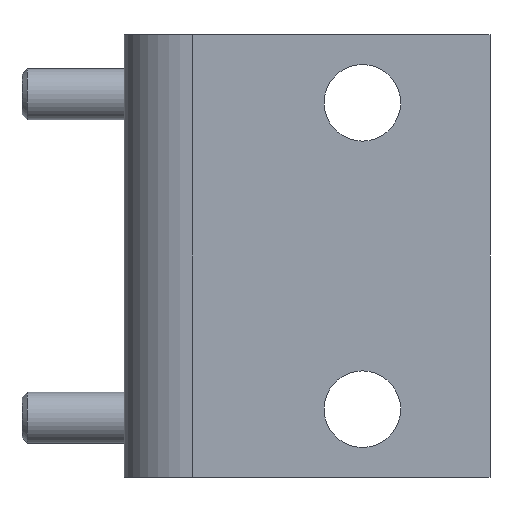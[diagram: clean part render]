
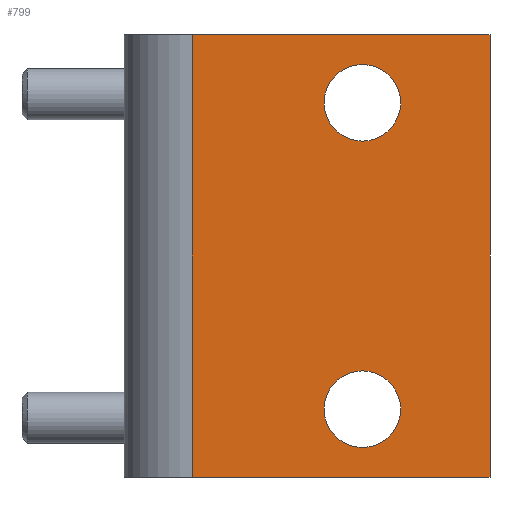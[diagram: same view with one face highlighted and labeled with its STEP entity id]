
A CAD part, front view. The second image highlights one B-rep face of the part: STEP entity #799.
In plain terms, the highlighted planar face has unit normal (0, -1, 0).
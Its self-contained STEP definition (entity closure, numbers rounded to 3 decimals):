
#172=CIRCLE('',#847,4.5);
#173=CIRCLE('',#848,4.5);
#225=VERTEX_POINT('',#1161);
#226=VERTEX_POINT('',#1163);
#227=VERTEX_POINT('',#1167);
#228=VERTEX_POINT('',#1168);
#229=VERTEX_POINT('',#1170);
#230=VERTEX_POINT('',#1171);
#231=VERTEX_POINT('',#1173);
#232=VERTEX_POINT('',#1175);
#291=VECTOR('',#955,1.);
#292=VECTOR('',#961,1.);
#293=VECTOR('',#962,1.);
#294=VECTOR('',#963,1.);
#343=LINE('',#1164,#291);
#344=LINE('',#1172,#292);
#345=LINE('',#1174,#293);
#346=LINE('',#1176,#294);
#406=EDGE_CURVE('',#226,#225,#343,.T.);
#407=EDGE_CURVE('',#227,#228,#172,.T.);
#408=EDGE_CURVE('',#228,#227,#172,.T.);
#409=EDGE_CURVE('',#229,#230,#173,.T.);
#410=EDGE_CURVE('',#230,#229,#173,.T.);
#411=EDGE_CURVE('',#231,#225,#344,.T.);
#412=EDGE_CURVE('',#232,#226,#345,.T.);
#413=EDGE_CURVE('',#232,#231,#346,.T.);
#517=ORIENTED_EDGE('',*,*,#407,.T.);
#518=ORIENTED_EDGE('',*,*,#408,.T.);
#519=ORIENTED_EDGE('',*,*,#409,.T.);
#520=ORIENTED_EDGE('',*,*,#410,.T.);
#521=ORIENTED_EDGE('',*,*,#411,.T.);
#522=ORIENTED_EDGE('',*,*,#406,.F.);
#523=ORIENTED_EDGE('',*,*,#412,.F.);
#524=ORIENTED_EDGE('',*,*,#413,.T.);
#703=EDGE_LOOP('',(#517,#518));
#704=EDGE_LOOP('',(#519,#520));
#705=EDGE_LOOP('',(#521,#522,#523,#524));
#753=FACE_BOUND('',#703,.T.);
#754=FACE_BOUND('',#704,.T.);
#755=FACE_BOUND('',#705,.T.);
#799=ADVANCED_FACE('',(#753,#754,#755),#1343,.F.);
#846=AXIS2_PLACEMENT_3D('',#1165,#956,$);
#847=AXIS2_PLACEMENT_3D('',#1166,#957,#958);
#848=AXIS2_PLACEMENT_3D('',#1169,#959,#960);
#955=DIRECTION('',(0.,0.,-1.));
#956=DIRECTION('',(0.,1.,0.));
#957=DIRECTION('',(0.,1.,0.));
#958=DIRECTION('',(4.5,0.,0.));
#959=DIRECTION('',(0.,1.,0.));
#960=DIRECTION('',(4.5,0.,0.));
#961=DIRECTION('',(1.,0.,0.));
#962=DIRECTION('',(1.,0.,0.));
#963=DIRECTION('',(0.,0.,-1.));
#1161=CARTESIAN_POINT('',(43.,-36.,-26.));
#1163=CARTESIAN_POINT('',(43.,-36.,26.));
#1164=CARTESIAN_POINT('',(43.,-36.,26.));
#1165=CARTESIAN_POINT('',(8.,-36.,26.));
#1166=CARTESIAN_POINT('',(28.,-36.,18.));
#1167=CARTESIAN_POINT('',(32.5,-36.,18.));
#1168=CARTESIAN_POINT('',(28.,-36.,22.5));
#1169=CARTESIAN_POINT('',(28.,-36.,-18.));
#1170=CARTESIAN_POINT('',(32.5,-36.,-18.));
#1171=CARTESIAN_POINT('',(28.,-36.,-13.5));
#1172=CARTESIAN_POINT('',(8.,-36.,-26.));
#1173=CARTESIAN_POINT('',(8.,-36.,-26.));
#1174=CARTESIAN_POINT('',(8.,-36.,26.));
#1175=CARTESIAN_POINT('',(8.,-36.,26.));
#1176=CARTESIAN_POINT('',(8.,-36.,26.));
#1343=PLANE('',#846);
